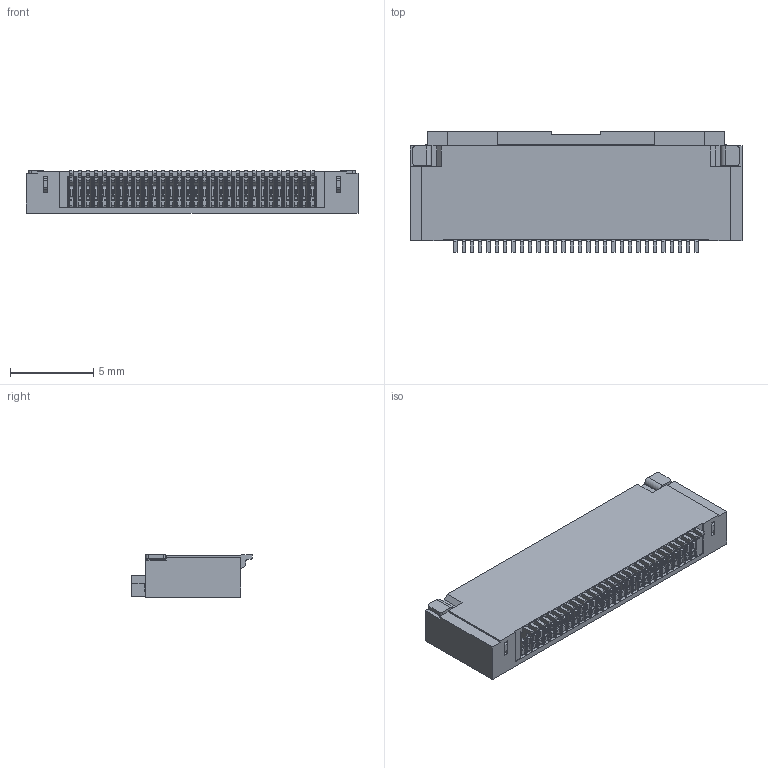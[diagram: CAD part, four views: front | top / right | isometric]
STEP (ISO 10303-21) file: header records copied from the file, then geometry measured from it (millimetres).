
FILE_DESCRIPTION((''),'2;1');
FILE_NAME('FPC05-255H-COVER-30P_ASM','2022-12-19T16:20:10',('Administrator'),(''),'CREO PARAMETRIC BY PTC INC, 2020033','CREO PARAMETRIC BY PTC INC, 2020033','');
FILE_SCHEMA(('CONFIG_CONTROL_DESIGN'));
Products named in the file (1): FPC05-255H-COVER-30P_ASM
Bounding box: 19.95 x 7.25 x 2.55 mm (x, y, z)
Volume: 205.9 mm3; surface area: 1279.8 mm2
Topology: 1 solids, 1 shells, 2749 faces, 8424 edges, 5461 vertices
Faces by surface type: plane 1515, cylinder 1112, sphere 60, torus 60, bspline 2
Entity records: 95252 total; most frequent: CARTESIAN_POINT 18259, ORIENTED_EDGE 16848, DIRECTION 15855, EDGE_CURVE 8424, VECTOR 5859, LINE 5859, VERTEX_POINT 5461, AXIS2_PLACEMENT_3D 4998
